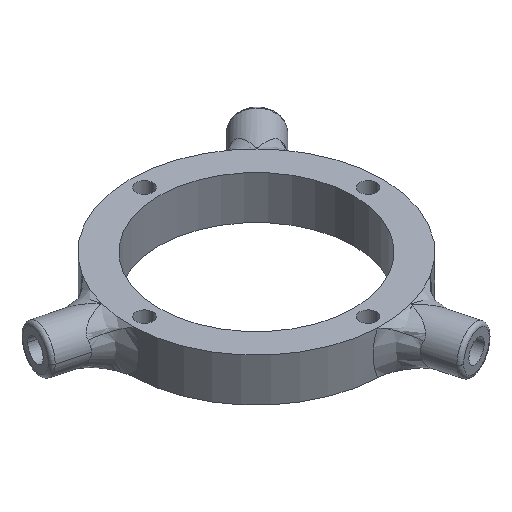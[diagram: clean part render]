
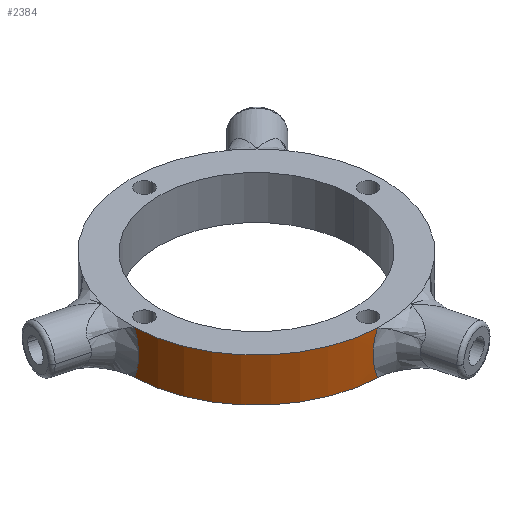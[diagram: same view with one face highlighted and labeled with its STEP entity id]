
A CAD part, isometric view. The second image highlights one B-rep face of the part: STEP entity #2384.
In plain terms, the highlighted cylindrical face has radius 17.5 mm (diameter 35 mm), a partial arc.
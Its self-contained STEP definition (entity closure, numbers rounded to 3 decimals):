
#15 = AXIS2_PLACEMENT_3D ( 'NONE', #1177, #265, #748 ) ;
#121 = CARTESIAN_POINT ( 'NONE',  ( -17.484, -0.775, 0.479 ) ) ;
#229 = AXIS2_PLACEMENT_3D ( 'NONE', #702, #2922, #655 ) ;
#265 = DIRECTION ( 'NONE',  ( 0., 0., -1. ) ) ;
#316 = CARTESIAN_POINT ( 'NONE',  ( -1.235, -17.457, 4.026 ) ) ;
#374 = CIRCLE ( 'NONE', #229, 17.5 ) ;
#388 = CARTESIAN_POINT ( 'NONE',  ( -17.476, -0.918, 0.969 ) ) ;
#455 = VERTEX_POINT ( 'NONE', #1963 ) ;
#526 = CARTESIAN_POINT ( 'NONE',  ( -1.042, -17.469, 5.029 ) ) ;
#558 = CARTESIAN_POINT ( 'NONE',  ( -0.9, -17.478, 0.478 ) ) ;
#615 = CARTESIAN_POINT ( 'NONE',  ( -17.462, -1.159, 2.489 ) ) ;
#625 = EDGE_CURVE ( 'NONE', #455, #2782, #1831, .T. ) ;
#655 = DIRECTION ( 'NONE',  ( 1., 0., 0. ) ) ;
#702 = CARTESIAN_POINT ( 'NONE',  ( 0., 0., 6. ) ) ;
#728 = CARTESIAN_POINT ( 'NONE',  ( -0.705, -17.486, 6. ) ) ;
#748 = DIRECTION ( 'NONE',  ( -1., 0., 0. ) ) ;
#828 = CARTESIAN_POINT ( 'NONE',  ( -17.465, -1.11, 4.022 ) ) ;
#853 = VERTEX_POINT ( 'NONE', #1716 ) ;
#892 = DIRECTION ( 'NONE',  ( 1., 0., 0. ) ) ;
#973 = FACE_OUTER_BOUND ( 'NONE', #2567, .T. ) ;
#983 = CARTESIAN_POINT ( 'NONE',  ( -0.707, -17.486, 0. ) ) ;
#1010 = CARTESIAN_POINT ( 'NONE',  ( -1.236, -17.457, 1.979 ) ) ;
#1053 = CARTESIAN_POINT ( 'NONE',  ( -17.49, -0.581, 6. ) ) ;
#1066 = CARTESIAN_POINT ( 'NONE',  ( -17.487, -0.676, 5.763 ) ) ;
#1177 = CARTESIAN_POINT ( 'NONE',  ( 0., 0., 6. ) ) ;
#1229 = CARTESIAN_POINT ( 'NONE',  ( -0.896, -17.478, 5.526 ) ) ;
#1297 = CARTESIAN_POINT ( 'NONE',  ( -17.477, -0.904, 5.031 ) ) ;
#1351 = ORIENTED_EDGE ( 'NONE', *, *, #625, .T. ) ;
#1436 = ORIENTED_EDGE ( 'NONE', *, *, #2045, .F. ) ;
#1462 = VERTEX_POINT ( 'NONE', #728 ) ;
#1536 = CARTESIAN_POINT ( 'NONE',  ( -17.465, -1.11, 1.972 ) ) ;
#1551 = CARTESIAN_POINT ( 'NONE',  ( -17.462, -1.158, 3.513 ) ) ;
#1667 = CARTESIAN_POINT ( 'NONE',  ( -1.283, -17.453, 3.514 ) ) ;
#1691 = B_SPLINE_CURVE_WITH_KNOTS ( 'NONE', 3,
 ( #983, #558, #1888, #1010, #2798, #1667, #316, #526, #1229, #2153 ),
 .UNSPECIFIED., .F., .F.,
 ( 4, 2, 2, 2, 4 ),
 ( 0., 0.002, 0.003, 0.005, 0.006 ),
 .UNSPECIFIED. ) ;
#1716 = CARTESIAN_POINT ( 'NONE',  ( -0.707, -17.486, 0. ) ) ;
#1725 = CARTESIAN_POINT ( 'NONE',  ( -17.49, -0.582, 0. ) ) ;
#1777 = EDGE_CURVE ( 'NONE', #853, #1462, #1691, .T. ) ;
#1831 = B_SPLINE_CURVE_WITH_KNOTS ( 'NONE', 3,
 ( #1053, #1066, #2689, #1297, #2210, #828, #1551, #615, #1536, #388, #121, #1725 ),
 .UNSPECIFIED., .F., .F.,
 ( 4, 2, 2, 2, 2, 4 ),
 ( 0.02, 0.021, 0.022, 0.023, 0.025, 0.026 ),
 .UNSPECIFIED. ) ;
#1888 = CARTESIAN_POINT ( 'NONE',  ( -1.044, -17.469, 0.975 ) ) ;
#1963 = CARTESIAN_POINT ( 'NONE',  ( -17.49, -0.581, 6. ) ) ;
#2045 = EDGE_CURVE ( 'NONE', #455, #1462, #374, .T. ) ;
#2063 = DIRECTION ( 'NONE',  ( 0., 0., 1. ) ) ;
#2073 = ORIENTED_EDGE ( 'NONE', *, *, #1777, .T. ) ;
#2153 = CARTESIAN_POINT ( 'NONE',  ( -0.705, -17.486, 6. ) ) ;
#2210 = CARTESIAN_POINT ( 'NONE',  ( -17.473, -0.965, 4.78 ) ) ;
#2231 = CARTESIAN_POINT ( 'NONE',  ( 0., 0., 0. ) ) ;
#2302 = ORIENTED_EDGE ( 'NONE', *, *, #2817, .T. ) ;
#2384 = ADVANCED_FACE ( 'NONE', ( #973 ), #2804, .T. ) ;
#2475 = CARTESIAN_POINT ( 'NONE',  ( -17.49, -0.582, 0. ) ) ;
#2567 = EDGE_LOOP ( 'NONE', ( #1436, #1351, #2302, #2073 ) ) ;
#2579 = CIRCLE ( 'NONE', #2946, 17.5 ) ;
#2689 = CARTESIAN_POINT ( 'NONE',  ( -17.484, -0.76, 5.522 ) ) ;
#2782 = VERTEX_POINT ( 'NONE', #2475 ) ;
#2798 = CARTESIAN_POINT ( 'NONE',  ( -1.284, -17.453, 2.486 ) ) ;
#2804 = CYLINDRICAL_SURFACE ( 'NONE', #15, 17.5 ) ;
#2817 = EDGE_CURVE ( 'NONE', #2782, #853, #2579, .T. ) ;
#2922 = DIRECTION ( 'NONE',  ( 0., 0., 1. ) ) ;
#2946 = AXIS2_PLACEMENT_3D ( 'NONE', #2231, #2063, #892 ) ;
